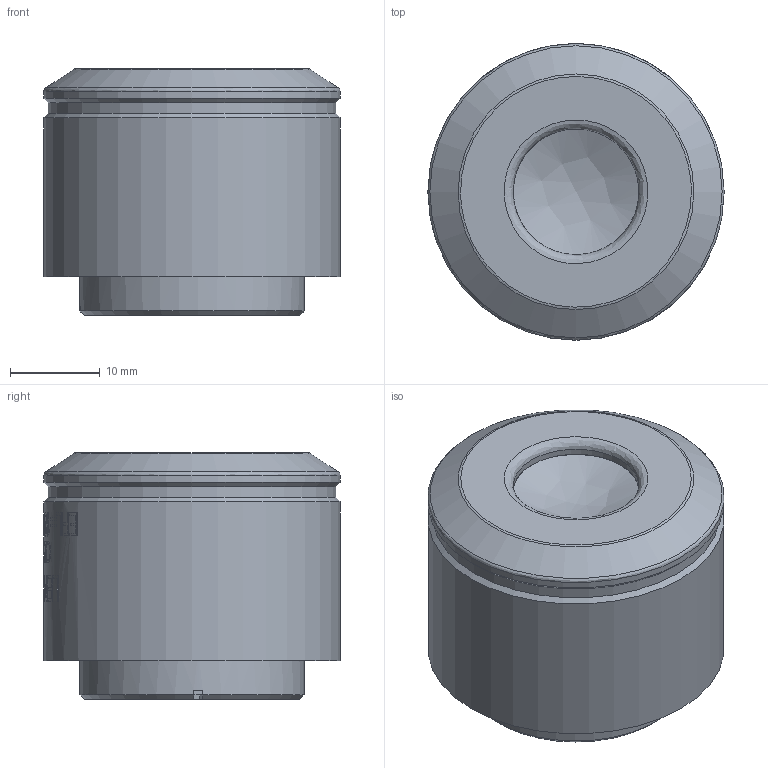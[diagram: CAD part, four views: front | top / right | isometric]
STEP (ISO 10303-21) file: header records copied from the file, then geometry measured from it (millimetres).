
FILE_DESCRIPTION (( 'STEP AP214' ), '1' );
FILE_NAME ('CLS-F18.STEP', '2025-08-21T10:09:50', ( '' ), ( '' ), 'SwSTEP 2.0', 'SolidWorks 2018', '' );
FILE_SCHEMA (( 'AUTOMOTIVE_DESIGN' ));
Length unit declared in the file: millimetre
Products named in the file (1): CLS-F18
Bounding box: 33 x 33 x 27.5 mm (x, y, z)
Surface area: 5271.2 mm2 (no closed solid volume)
Topology: 0 solids, 10 shells, 175 faces, 829 edges, 629 vertices
Faces by surface type: plane 77, bspline 50, cylinder 43, cone 5
Full cylindrical faces by diameter (mm): 14 x2, 25 x1, 28 x1, 32 x1, 33 x2
Entity records: 18341 total; most frequent: CARTESIAN_POINT 10532, ORIENTED_EDGE 1108, DIRECTION 1010, EDGE_CURVE 812, VERTEX_POINT 625, VECTOR 372, LINE 372, AXIS2_PLACEMENT_3D 319
